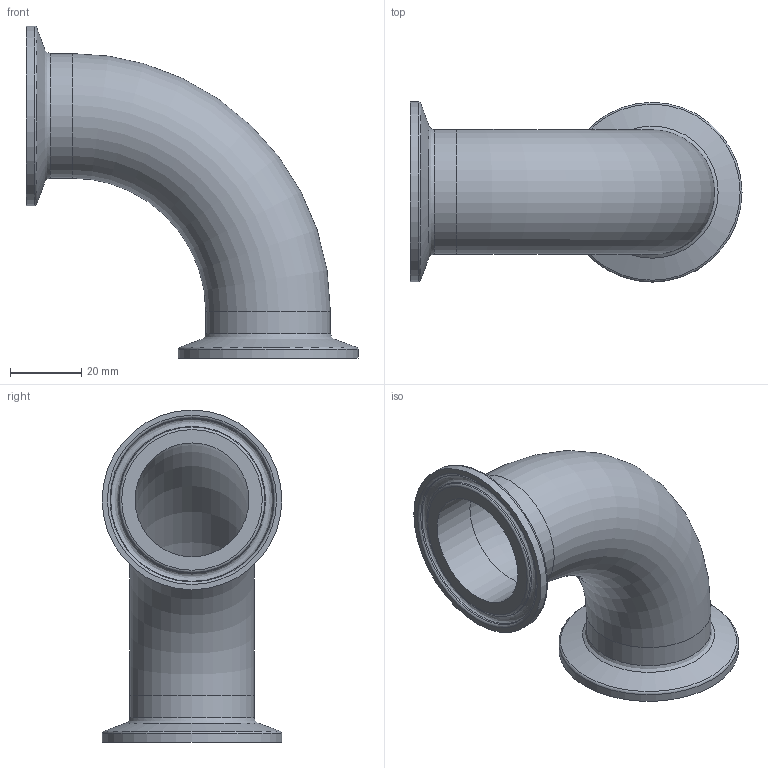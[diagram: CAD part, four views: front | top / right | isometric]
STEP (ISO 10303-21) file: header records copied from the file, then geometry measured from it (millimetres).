
FILE_DESCRIPTION((''),'2;1');
FILE_NAME('34400032X.stp','2010-08-13T09:53:43',('Creator'),(''),'Autodesk Inventor 2010','Autodesk Inventor 2010','');
FILE_SCHEMA(('AUTOMOTIVE_DESIGN { 1 0 10303 214 1 1 1 1 }'));
Length unit declared in the file: millimetre
Products named in the file (3): 34400025-50; 322200101-DN32; 185000251-DN32
Assembly tree (3 placements, depth 2):
  34400025-50
    322200101-DN32
    185000251-DN32  x2
Bounding box: 93.25 x 50.5 x 93.25 mm (x, y, z)
Volume: 25508.1 mm3; surface area: 28861.8 mm2
Topology: 3 solids, 3 shells, 32 faces, 56 edges, 32 vertices
Faces by surface type: torus 8, plane 8, cylinder 6, cone 6, bspline 4
Full cylindrical faces by diameter (mm): 32 x2, 35 x2, 50.5 x2
Entity records: 570 total; most frequent: CARTESIAN_POINT 148, DIRECTION 80, AXIS2_PLACEMENT_3D 40, ORIENTED_EDGE 36, EDGE_LOOP 36, STYLED_ITEM 20, VERTEX_POINT 18, CIRCLE 18
